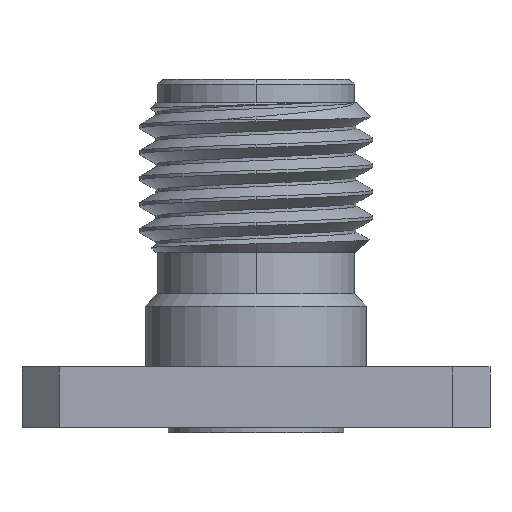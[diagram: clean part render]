
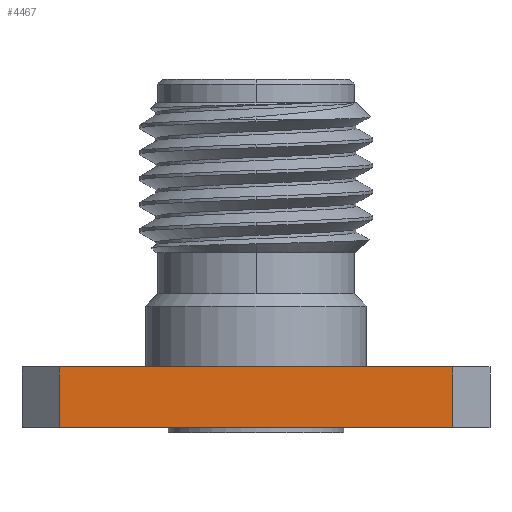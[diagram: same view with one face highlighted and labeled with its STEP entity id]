
A CAD part, front view. The second image highlights one B-rep face of the part: STEP entity #4467.
In plain terms, the highlighted planar face has unit normal (0, -1, 0).
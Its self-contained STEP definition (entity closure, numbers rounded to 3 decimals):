
#55 = LINE ( 'NONE', #1239, #1200 ) ;
#402 = PLANE ( 'NONE',  #4646 ) ;
#580 = ORIENTED_EDGE ( 'NONE', *, *, #1742, .T. ) ;
#798 = DIRECTION ( 'NONE',  ( 0., -1., 0. ) ) ;
#897 = LINE ( 'NONE', #4747, #4144 ) ;
#1170 = DIRECTION ( 'NONE',  ( 1., 0., 0. ) ) ;
#1185 = DIRECTION ( 'NONE',  ( 0., 0., -1. ) ) ;
#1200 = VECTOR ( 'NONE', #1170, 1000. ) ;
#1227 = DIRECTION ( 'NONE',  ( 1., 0., 0. ) ) ;
#1239 = CARTESIAN_POINT ( 'NONE',  ( -6.35, -6.35, 0. ) ) ;
#1273 = CARTESIAN_POINT ( 'NONE',  ( -5.334, -6.35, -1.65 ) ) ;
#1520 = EDGE_CURVE ( 'NONE', #2015, #4151, #55, .T. ) ;
#1680 = EDGE_CURVE ( 'NONE', #2267, #4151, #3763, .T. ) ;
#1742 = EDGE_CURVE ( 'NONE', #2015, #4623, #897, .T. ) ;
#2015 = VERTEX_POINT ( 'NONE', #3394 ) ;
#2190 = CARTESIAN_POINT ( 'NONE',  ( 5.334, -6.35, 0. ) ) ;
#2199 = LINE ( 'NONE', #3562, #3899 ) ;
#2267 = VERTEX_POINT ( 'NONE', #4204 ) ;
#2792 = ORIENTED_EDGE ( 'NONE', *, *, #3637, .T. ) ;
#3315 = CARTESIAN_POINT ( 'NONE',  ( 5.334, -6.35, -1.65 ) ) ;
#3394 = CARTESIAN_POINT ( 'NONE',  ( -5.334, -6.35, 0. ) ) ;
#3511 = VECTOR ( 'NONE', #3712, 1000. ) ;
#3562 = CARTESIAN_POINT ( 'NONE',  ( -6.35, -6.35, -1.65 ) ) ;
#3637 = EDGE_CURVE ( 'NONE', #4623, #2267, #2199, .T. ) ;
#3697 = FACE_OUTER_BOUND ( 'NONE', #4207, .T. ) ;
#3712 = DIRECTION ( 'NONE',  ( 0., 0., 1. ) ) ;
#3763 = LINE ( 'NONE', #3315, #3511 ) ;
#3899 = VECTOR ( 'NONE', #1227, 1000. ) ;
#3924 = DIRECTION ( 'NONE',  ( 0., 0., -1. ) ) ;
#4144 = VECTOR ( 'NONE', #1185, 1000. ) ;
#4151 = VERTEX_POINT ( 'NONE', #2190 ) ;
#4204 = CARTESIAN_POINT ( 'NONE',  ( 5.334, -6.35, -1.65 ) ) ;
#4207 = EDGE_LOOP ( 'NONE', ( #4504, #580, #2792, #5057 ) ) ;
#4268 = CARTESIAN_POINT ( 'NONE',  ( -6.35, -6.35, -1.65 ) ) ;
#4467 = ADVANCED_FACE ( 'NONE', ( #3697 ), #402, .T. ) ;
#4504 = ORIENTED_EDGE ( 'NONE', *, *, #1520, .F. ) ;
#4623 = VERTEX_POINT ( 'NONE', #1273 ) ;
#4646 = AXIS2_PLACEMENT_3D ( 'NONE', #4268, #798, #3924 ) ;
#4747 = CARTESIAN_POINT ( 'NONE',  ( -5.334, -6.35, -1.65 ) ) ;
#5057 = ORIENTED_EDGE ( 'NONE', *, *, #1680, .T. ) ;
